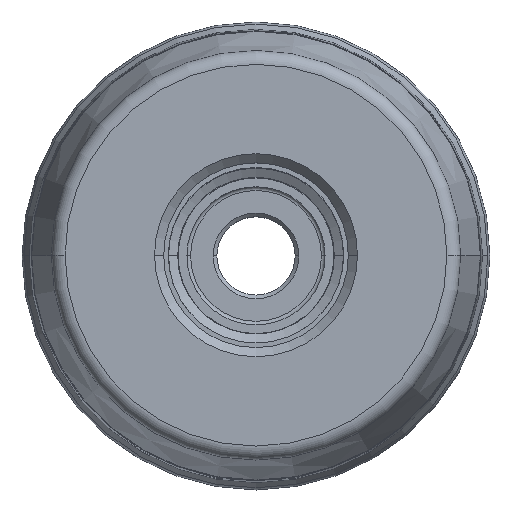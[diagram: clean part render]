
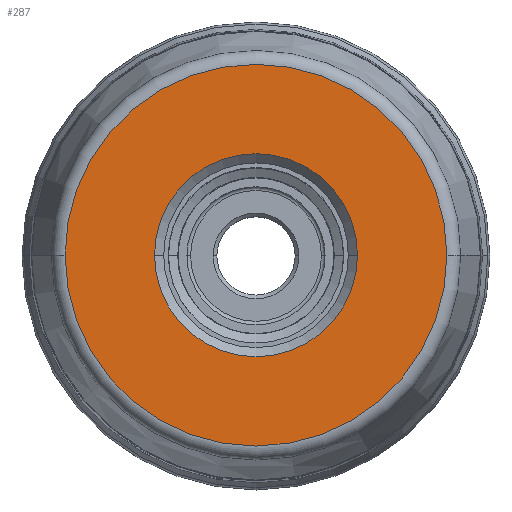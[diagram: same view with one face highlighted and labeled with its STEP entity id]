
A CAD part, top view. The second image highlights one B-rep face of the part: STEP entity #287.
In plain terms, the highlighted planar face has unit normal (0, 0, 1).
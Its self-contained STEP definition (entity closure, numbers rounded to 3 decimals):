
#30=PLANE('',#2624);
#39=FACE_BOUND('',#570,.T.);
#40=FACE_BOUND('',#571,.T.);
#287=ADVANCED_FACE('',(#39,#40),#30,.F.);
#570=EDGE_LOOP('',(#1022,#1023,#1024,#1025));
#571=EDGE_LOOP('',(#1026,#1027,#1028,#1029));
#1022=ORIENTED_EDGE('',*,*,#1657,.F.);
#1023=ORIENTED_EDGE('',*,*,#1663,.F.);
#1024=ORIENTED_EDGE('',*,*,#1662,.T.);
#1025=ORIENTED_EDGE('',*,*,#1658,.T.);
#1026=ORIENTED_EDGE('',*,*,#1664,.T.);
#1027=ORIENTED_EDGE('',*,*,#1665,.T.);
#1028=ORIENTED_EDGE('',*,*,#1666,.T.);
#1029=ORIENTED_EDGE('',*,*,#1667,.T.);
#1375=VERTEX_POINT('',#5310);
#1376=VERTEX_POINT('',#5312);
#1377=VERTEX_POINT('',#5314);
#1379=VERTEX_POINT('',#5321);
#1380=VERTEX_POINT('',#5325);
#1381=VERTEX_POINT('',#5326);
#1382=VERTEX_POINT('',#5328);
#1383=VERTEX_POINT('',#5330);
#1657=EDGE_CURVE('',#1375,#1376,#2015,.T.);
#1658=EDGE_CURVE('',#1377,#1376,#2016,.T.);
#1662=EDGE_CURVE('',#1379,#1377,#2020,.T.);
#1663=EDGE_CURVE('',#1379,#1375,#2021,.T.);
#1664=EDGE_CURVE('',#1380,#1381,#2022,.T.);
#1665=EDGE_CURVE('',#1381,#1382,#2023,.T.);
#1666=EDGE_CURVE('',#1382,#1383,#2024,.T.);
#1667=EDGE_CURVE('',#1383,#1380,#2025,.T.);
#2015=CIRCLE('',#2611,20.725);
#2016=CIRCLE('',#2612,20.725);
#2020=CIRCLE('',#2617,20.725);
#2021=CIRCLE('',#2618,20.725);
#2022=CIRCLE('',#2620,11.025);
#2023=CIRCLE('',#2621,11.025);
#2024=CIRCLE('',#2622,11.025);
#2025=CIRCLE('',#2623,11.025);
#2611=AXIS2_PLACEMENT_3D('',#5311,#3225,#3226);
#2612=AXIS2_PLACEMENT_3D('',#5313,#3227,#3228);
#2617=AXIS2_PLACEMENT_3D('',#5320,#3237,#3238);
#2618=AXIS2_PLACEMENT_3D('',#5322,#3239,#3240);
#2620=AXIS2_PLACEMENT_3D('',#5324,#3243,#3244);
#2621=AXIS2_PLACEMENT_3D('',#5327,#3245,#3246);
#2622=AXIS2_PLACEMENT_3D('',#5329,#3247,#3248);
#2623=AXIS2_PLACEMENT_3D('',#5331,#3249,#3250);
#2624=AXIS2_PLACEMENT_3D('',#5332,#3251,#3252);
#3225=DIRECTION('',(0.,0.,-1.));
#3226=DIRECTION('',(-1.,0.,0.));
#3227=DIRECTION('',(0.,0.,1.));
#3228=DIRECTION('',(1.,0.,0.));
#3237=DIRECTION('',(0.,0.,1.));
#3238=DIRECTION('',(1.,0.,0.));
#3239=DIRECTION('',(0.,0.,-1.));
#3240=DIRECTION('',(-1.,0.,0.));
#3243=DIRECTION('',(0.,0.,-1.));
#3244=DIRECTION('',(0.,-1.,0.));
#3245=DIRECTION('',(0.,0.,-1.));
#3246=DIRECTION('',(-1.,0.,0.));
#3247=DIRECTION('',(0.,0.,-1.));
#3248=DIRECTION('',(0.,1.,0.));
#3249=DIRECTION('',(0.,0.,-1.));
#3250=DIRECTION('',(1.,0.,0.));
#3251=DIRECTION('',(0.,0.,-1.));
#3252=DIRECTION('',(1.,0.,0.));
#5310=CARTESIAN_POINT('',(-20.725,0.,0.));
#5311=CARTESIAN_POINT('',(0.,0.,0.));
#5312=CARTESIAN_POINT('',(-20.725,0.02,0.));
#5313=CARTESIAN_POINT('',(0.,0.,0.));
#5314=CARTESIAN_POINT('',(20.725,0.,0.));
#5320=CARTESIAN_POINT('',(0.,0.,0.));
#5321=CARTESIAN_POINT('',(20.725,-0.02,0.));
#5322=CARTESIAN_POINT('',(0.,0.,0.));
#5324=CARTESIAN_POINT('',(0.,0.,0.));
#5325=CARTESIAN_POINT('',(0.,-11.025,0.));
#5326=CARTESIAN_POINT('',(-11.025,0.,0.));
#5327=CARTESIAN_POINT('',(0.,0.,0.));
#5328=CARTESIAN_POINT('',(0.,11.025,0.));
#5329=CARTESIAN_POINT('',(0.,0.,0.));
#5330=CARTESIAN_POINT('',(11.025,0.,0.));
#5331=CARTESIAN_POINT('',(0.,0.,0.));
#5332=CARTESIAN_POINT('',(0.,0.,0.));
